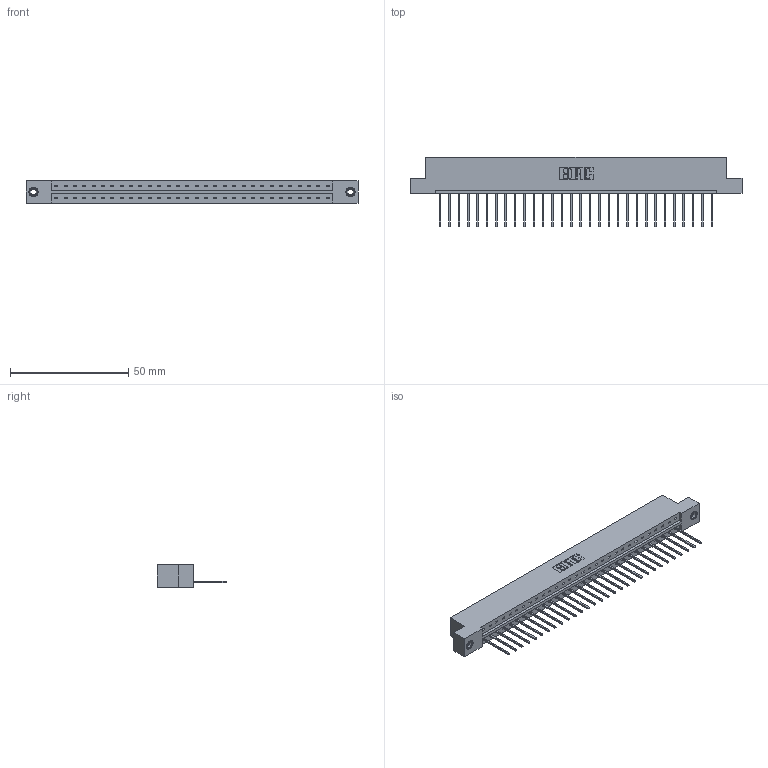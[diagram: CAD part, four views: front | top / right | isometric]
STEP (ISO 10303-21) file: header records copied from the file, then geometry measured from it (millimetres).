
FILE_DESCRIPTION (( 'STEP AP203' ), '1' );
FILE_NAME ('333-030-540-108.STEP', '2018-08-02T17:47:50', ( '' ), ( '' ), 'SwSTEP 2.0', 'SolidWorks 2016', '' );
FILE_SCHEMA (( 'CONFIG_CONTROL_DESIGN' ));
Length unit declared in the file: inch
Products named in the file (4): 333 Part_Flush - .156 Dia - TI; 345-292-001_345-293-140; 345-250-001_345-250-003-102; 333-030-540-108
Assembly tree (33 placements, depth 2):
  333-030-540-108
    333 Part_Flush - .156 Dia - TI
    345-292-001_345-293-140  x30
    345-250-001_345-250-003-102  x2
Bounding box: 140.41 x 29.47 x 9.4 mm (x, y, z)
Volume: 14060.2 mm3; surface area: 15463.5 mm2
Topology: 33 solids, 33 shells, 1914 faces, 5727 edges, 3770 vertices
Faces by surface type: plane 1362, cylinder 536, cone 12, torus 4
Entity records: 21096 total; most frequent: CARTESIAN_POINT 3623, ORIENTED_EDGE 3582, DIRECTION 3113, EDGE_CURVE 1791, VECTOR 1643, LINE 1643, VERTEX_POINT 1188, AXIS2_PLACEMENT_3D 735
